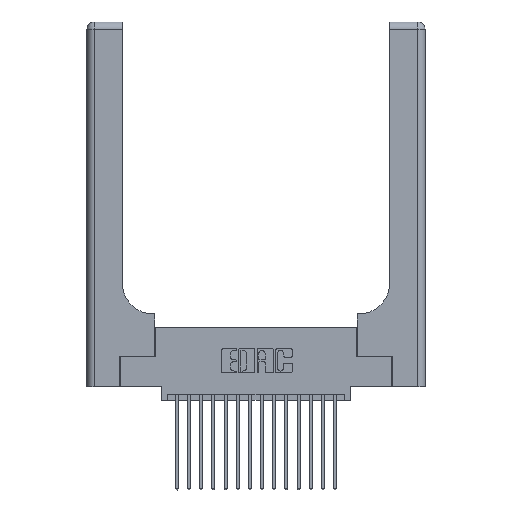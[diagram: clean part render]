
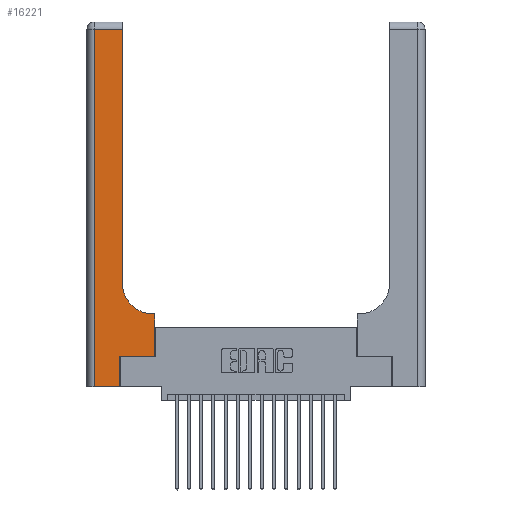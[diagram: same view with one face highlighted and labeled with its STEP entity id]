
A CAD part, top view. The second image highlights one B-rep face of the part: STEP entity #16221.
In plain terms, the highlighted planar face has unit normal (0, 0, 1).
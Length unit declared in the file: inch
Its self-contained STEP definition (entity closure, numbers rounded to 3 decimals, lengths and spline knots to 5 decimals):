
#358 = DIRECTION ( 'NONE',  ( 1., 0., 0. ) ) ;
#810 = CARTESIAN_POINT ( 'NONE',  ( 0.06, 3., 0.37 ) ) ;
#1052 = CARTESIAN_POINT ( 'NONE',  ( 0.269, 0.25, 0.37 ) ) ;
#1063 = VECTOR ( 'NONE', #17552, 39.37008 ) ;
#1151 = DIRECTION ( 'NONE',  ( 0., 1., 0. ) ) ;
#1643 = CARTESIAN_POINT ( 'NONE',  ( 0.2915, 0.85, 0.37 ) ) ;
#1662 = EDGE_CURVE ( 'NONE', #6710, #19730, #4724, .T. ) ;
#1749 = LINE ( 'NONE', #19996, #16308 ) ;
#2083 = EDGE_CURVE ( 'NONE', #5817, #2470, #5173, .T. ) ;
#2168 = ORIENTED_EDGE ( 'NONE', *, *, #4563, .T. ) ;
#2470 = VERTEX_POINT ( 'NONE', #5711 ) ;
#2590 = CARTESIAN_POINT ( 'NONE',  ( 0.5415, 0.6, 0.37 ) ) ;
#2638 = DIRECTION ( 'NONE',  ( -1., 0., 0. ) ) ;
#2917 = CARTESIAN_POINT ( 'NONE',  ( 0.269, 0., 0.37 ) ) ;
#3666 = DIRECTION ( 'NONE',  ( 0., 0., -1. ) ) ;
#3709 = DIRECTION ( 'NONE',  ( 0., -1., 0. ) ) ;
#3949 = LINE ( 'NONE', #11637, #14661 ) ;
#4563 = EDGE_CURVE ( 'NONE', #2470, #20110, #4880, .T. ) ;
#4724 = LINE ( 'NONE', #12833, #11765 ) ;
#4880 = LINE ( 'NONE', #15186, #14609 ) ;
#5173 = LINE ( 'NONE', #14959, #15892 ) ;
#5424 = CARTESIAN_POINT ( 'NONE',  ( 0.5415, 0.85, 0.37 ) ) ;
#5711 = CARTESIAN_POINT ( 'NONE',  ( 0.5585, 0.6, 0.37 ) ) ;
#5817 = VERTEX_POINT ( 'NONE', #17808 ) ;
#5883 = ORIENTED_EDGE ( 'NONE', *, *, #14566, .T. ) ;
#6099 = EDGE_CURVE ( 'NONE', #10140, #9030, #14022, .T. ) ;
#6304 = VERTEX_POINT ( 'NONE', #1052 ) ;
#6710 = VERTEX_POINT ( 'NONE', #13892 ) ;
#6735 = FACE_OUTER_BOUND ( 'NONE', #11528, .T. ) ;
#6975 = DIRECTION ( 'NONE',  ( 1., 0., 0. ) ) ;
#7029 = ORIENTED_EDGE ( 'NONE', *, *, #10330, .T. ) ;
#7213 = DIRECTION ( 'NONE',  ( 0., 0., -1. ) ) ;
#7438 = ORIENTED_EDGE ( 'NONE', *, *, #8518, .T. ) ;
#8518 = EDGE_CURVE ( 'NONE', #9030, #6710, #12232, .T. ) ;
#8703 = CARTESIAN_POINT ( 'NONE',  ( 0.06, 2.94, 0.37 ) ) ;
#8761 = CIRCLE ( 'NONE', #19874, 0.25 ) ;
#8824 = EDGE_CURVE ( 'NONE', #19730, #6304, #3949, .T. ) ;
#9030 = VERTEX_POINT ( 'NONE', #8703 ) ;
#9337 = CARTESIAN_POINT ( 'NONE',  ( 0., 2.94, 0.37 ) ) ;
#10140 = VERTEX_POINT ( 'NONE', #18736 ) ;
#10330 = EDGE_CURVE ( 'NONE', #6304, #5817, #1749, .T. ) ;
#10789 = ORIENTED_EDGE ( 'NONE', *, *, #1662, .T. ) ;
#11398 = ORIENTED_EDGE ( 'NONE', *, *, #8824, .T. ) ;
#11528 = EDGE_LOOP ( 'NONE', ( #14518, #17989, #7438, #10789, #11398, #7029, #12240, #2168, #5883 ) ) ;
#11637 = CARTESIAN_POINT ( 'NONE',  ( 0.269, 0., 0.37 ) ) ;
#11652 = PLANE ( 'NONE',  #12342 ) ;
#11765 = VECTOR ( 'NONE', #358, 39.37008 ) ;
#12232 = LINE ( 'NONE', #810, #20017 ) ;
#12240 = ORIENTED_EDGE ( 'NONE', *, *, #2083, .T. ) ;
#12248 = DIRECTION ( 'NONE',  ( 1., 0., 0. ) ) ;
#12337 = EDGE_CURVE ( 'NONE', #17457, #10140, #15144, .T. ) ;
#12342 = AXIS2_PLACEMENT_3D ( 'NONE', #16284, #7213, #2638 ) ;
#12833 = CARTESIAN_POINT ( 'NONE',  ( 0., 0., 0.37 ) ) ;
#13892 = CARTESIAN_POINT ( 'NONE',  ( 0.06, 0., 0.37 ) ) ;
#14022 = LINE ( 'NONE', #9337, #15502 ) ;
#14518 = ORIENTED_EDGE ( 'NONE', *, *, #12337, .T. ) ;
#14566 = EDGE_CURVE ( 'NONE', #20110, #17457, #8761, .T. ) ;
#14609 = VECTOR ( 'NONE', #16617, 39.37008 ) ;
#14635 = DIRECTION ( 'NONE',  ( 0., 1., 0. ) ) ;
#14661 = VECTOR ( 'NONE', #14635, 39.37008 ) ;
#14959 = CARTESIAN_POINT ( 'NONE',  ( 0.5585, 0.25, 0.37 ) ) ;
#15144 = LINE ( 'NONE', #17951, #1063 ) ;
#15186 = CARTESIAN_POINT ( 'NONE',  ( 0.2915, 0.6, 0.37 ) ) ;
#15414 = DIRECTION ( 'NONE',  ( -1., 0., 0. ) ) ;
#15502 = VECTOR ( 'NONE', #15414, 39.37008 ) ;
#15892 = VECTOR ( 'NONE', #1151, 39.37008 ) ;
#16221 = ADVANCED_FACE ( 'NONE', ( #6735 ), #11652, .F. ) ;
#16284 = CARTESIAN_POINT ( 'NONE',  ( 0., 3., 0.37 ) ) ;
#16308 = VECTOR ( 'NONE', #12248, 39.37008 ) ;
#16617 = DIRECTION ( 'NONE',  ( -1., 0., 0. ) ) ;
#17457 = VERTEX_POINT ( 'NONE', #1643 ) ;
#17552 = DIRECTION ( 'NONE',  ( 0., 1., 0. ) ) ;
#17808 = CARTESIAN_POINT ( 'NONE',  ( 0.5585, 0.25, 0.37 ) ) ;
#17951 = CARTESIAN_POINT ( 'NONE',  ( 0.2915, 3., 0.37 ) ) ;
#17989 = ORIENTED_EDGE ( 'NONE', *, *, #6099, .T. ) ;
#18736 = CARTESIAN_POINT ( 'NONE',  ( 0.2915, 2.94, 0.37 ) ) ;
#19730 = VERTEX_POINT ( 'NONE', #2917 ) ;
#19874 = AXIS2_PLACEMENT_3D ( 'NONE', #5424, #3666, #6975 ) ;
#19996 = CARTESIAN_POINT ( 'NONE',  ( 0.269, 0.25, 0.37 ) ) ;
#20017 = VECTOR ( 'NONE', #3709, 39.37008 ) ;
#20110 = VERTEX_POINT ( 'NONE', #2590 ) ;
